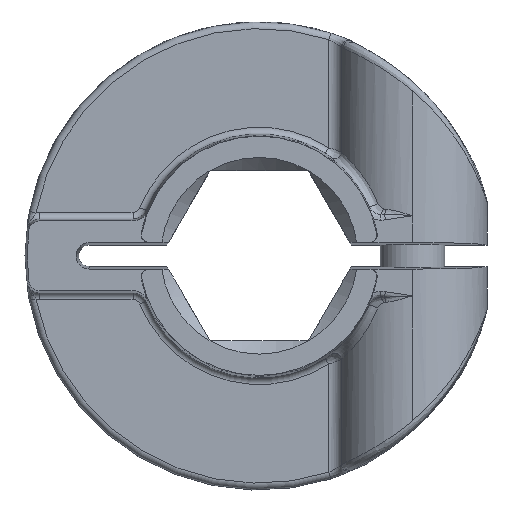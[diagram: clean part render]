
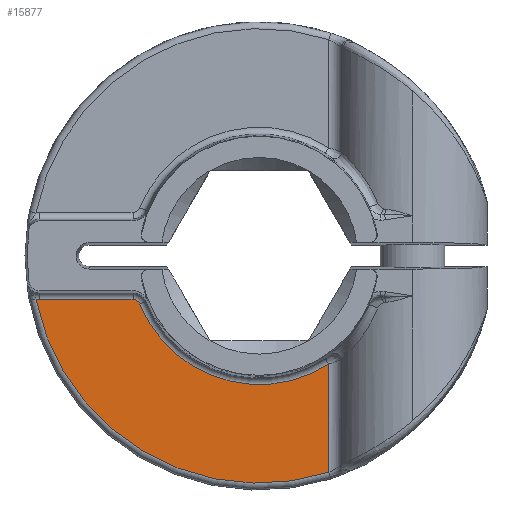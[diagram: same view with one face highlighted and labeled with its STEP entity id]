
A CAD part, top view. The second image highlights one B-rep face of the part: STEP entity #15877.
In plain terms, the highlighted planar face has unit normal (0, 0, 1).
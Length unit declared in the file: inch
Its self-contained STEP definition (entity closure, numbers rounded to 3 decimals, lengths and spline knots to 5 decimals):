
#143 = LINE ( 'NONE', #2149, #15820 ) ;
#196 = DIRECTION ( 'NONE',  ( 1., 0., 0. ) ) ;
#353 = ORIENTED_EDGE ( 'NONE', *, *, #14667, .T. ) ;
#471 = CARTESIAN_POINT ( 'NONE',  ( 0., 0., 0.03937 ) ) ;
#519 = CARTESIAN_POINT ( 'NONE',  ( -0.65499, -0.12661, 0.03937 ) ) ;
#1284 = EDGE_CURVE ( 'NONE', #5061, #7709, #18503, .T. ) ;
#1558 = VERTEX_POINT ( 'NONE', #21559 ) ;
#1662 = AXIS2_PLACEMENT_3D ( 'NONE', #14191, #14438, #4872 ) ;
#1747 = CARTESIAN_POINT ( 'NONE',  ( 0.20418, -0.31767, 0.03937 ) ) ;
#2149 = CARTESIAN_POINT ( 'NONE',  ( 0., -0.12762, 0.03937 ) ) ;
#2482 = ORIENTED_EDGE ( 'NONE', *, *, #18898, .T. ) ;
#2513 = AXIS2_PLACEMENT_3D ( 'NONE', #10664, #19787, #12395 ) ;
#3283 = EDGE_CURVE ( 'NONE', #1558, #5061, #13438, .T. ) ;
#3546 = CARTESIAN_POINT ( 'NONE',  ( -0.37039, -0.12762, 0.03937 ) ) ;
#3858 = EDGE_LOOP ( 'NONE', ( #19876, #6587, #353, #18157, #2482, #6578 ) ) ;
#3945 = CARTESIAN_POINT ( 'NONE',  ( -0.35023, -0.14123, 0.03937 ) ) ;
#3953 = EDGE_CURVE ( 'NONE', #12805, #1558, #143, .T. ) ;
#4872 = DIRECTION ( 'NONE',  ( 1., 0., 0. ) ) ;
#5061 = VERTEX_POINT ( 'NONE', #519 ) ;
#5668 = CIRCLE ( 'NONE', #2513, 0.37763 ) ;
#6578 = ORIENTED_EDGE ( 'NONE', *, *, #3953, .T. ) ;
#6587 = ORIENTED_EDGE ( 'NONE', *, *, #1284, .T. ) ;
#7709 = VERTEX_POINT ( 'NONE', #15794 ) ;
#8056 = DIRECTION ( 'NONE',  ( 0., 0., -1. ) ) ;
#8873 = CARTESIAN_POINT ( 'NONE',  ( -0.64427, -0.07062, 0.03937 ) ) ;
#9863 = AXIS2_PLACEMENT_3D ( 'NONE', #471, #11713, #19102 ) ;
#9953 = FACE_OUTER_BOUND ( 'NONE', #3858, .T. ) ;
#10021 = EDGE_CURVE ( 'NONE', #10948, #12380, #5668, .T. ) ;
#10664 = CARTESIAN_POINT ( 'NONE',  ( 0., 0., 0.03937 ) ) ;
#10948 = VERTEX_POINT ( 'NONE', #1747 ) ;
#11713 = DIRECTION ( 'NONE',  ( 0., 0., 1. ) ) ;
#12380 = VERTEX_POINT ( 'NONE', #3945 ) ;
#12395 = DIRECTION ( 'NONE',  ( 1., 0., 0. ) ) ;
#12805 = VERTEX_POINT ( 'NONE', #3546 ) ;
#12853 = AXIS2_PLACEMENT_3D ( 'NONE', #20916, #17091, #196 ) ;
#13438 = CIRCLE ( 'NONE', #22499, 0.057 ) ;
#14191 = CARTESIAN_POINT ( 'NONE',  ( -0.37039, -0.14936, 0.03937 ) ) ;
#14438 = DIRECTION ( 'NONE',  ( 0., 0., 1. ) ) ;
#14667 = EDGE_CURVE ( 'NONE', #7709, #10948, #19169, .T. ) ;
#14786 = VECTOR ( 'NONE', #20777, 39.37008 ) ;
#15316 = DIRECTION ( 'NONE',  ( -1., 0., 0. ) ) ;
#15561 = DIRECTION ( 'NONE',  ( 1., 0., 0. ) ) ;
#15794 = CARTESIAN_POINT ( 'NONE',  ( 0.20418, -0.6351, 0.03937 ) ) ;
#15820 = VECTOR ( 'NONE', #15316, 39.37008 ) ;
#15877 = ADVANCED_FACE ( 'NONE', ( #9953 ), #21408, .T. ) ;
#17091 = DIRECTION ( 'NONE',  ( 0., 0., 1. ) ) ;
#18157 = ORIENTED_EDGE ( 'NONE', *, *, #10021, .T. ) ;
#18503 = CIRCLE ( 'NONE', #9863, 0.66712 ) ;
#18898 = EDGE_CURVE ( 'NONE', #12380, #12805, #19777, .T. ) ;
#19102 = DIRECTION ( 'NONE',  ( 1., 0., 0. ) ) ;
#19169 = LINE ( 'NONE', #20523, #14786 ) ;
#19777 = CIRCLE ( 'NONE', #1662, 0.02174 ) ;
#19787 = DIRECTION ( 'NONE',  ( 0., 0., -1. ) ) ;
#19876 = ORIENTED_EDGE ( 'NONE', *, *, #3283, .T. ) ;
#20523 = CARTESIAN_POINT ( 'NONE',  ( 0.20418, -0.27287, 0.03937 ) ) ;
#20777 = DIRECTION ( 'NONE',  ( 0., 1., 0. ) ) ;
#20916 = CARTESIAN_POINT ( 'NONE',  ( 0., 0., 0.03937 ) ) ;
#21408 = PLANE ( 'NONE',  #12853 ) ;
#21559 = CARTESIAN_POINT ( 'NONE',  ( -0.64427, -0.12762, 0.03937 ) ) ;
#22499 = AXIS2_PLACEMENT_3D ( 'NONE', #8873, #8056, #15561 ) ;
